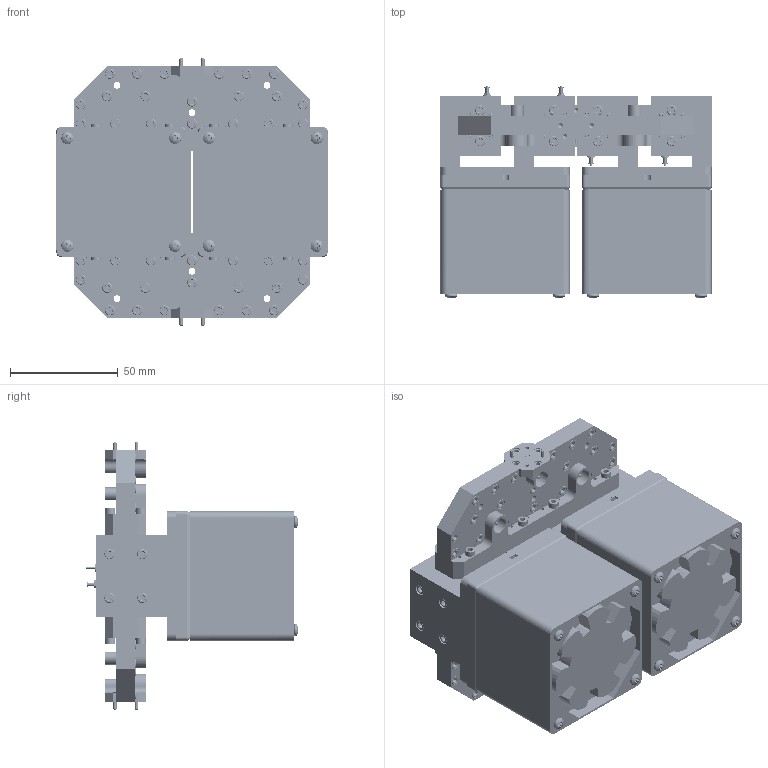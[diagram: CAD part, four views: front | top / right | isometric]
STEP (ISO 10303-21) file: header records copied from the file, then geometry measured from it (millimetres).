
FILE_DESCRIPTION (( 'STEP AP203' ), '1' );
FILE_NAME ('SBP-6737633534-1212-E1.STEP', '2019-06-11T00:24:13', ( '' ), ( '' ), 'SwSTEP 2.0', 'SolidWorks 2016', '' );
FILE_SCHEMA (( 'CONFIG_CONTROL_DESIGN' ));
Products named in the file (1): SBP-6737633534-1212-E1
Bounding box: 125.72 x 98.74 x 123.9 mm (x, y, z)
Volume: 628535.6 mm3; surface area: 173594.8 mm2
Topology: 56 solids, 60 shells, 5906 faces, 14030 edges, 8500 vertices
Faces by surface type: plane 2162, cylinder 1886, cone 1806, torus 32, sphere 16, bspline 4
Entity records: 172581 total; most frequent: CARTESIAN_POINT 36139, DIRECTION 29698, ORIENTED_EDGE 27572, EDGE_CURVE 13786, AXIS2_PLACEMENT_3D 11543, VERTEX_POINT 8500, LINE 6612, VECTOR 6612
